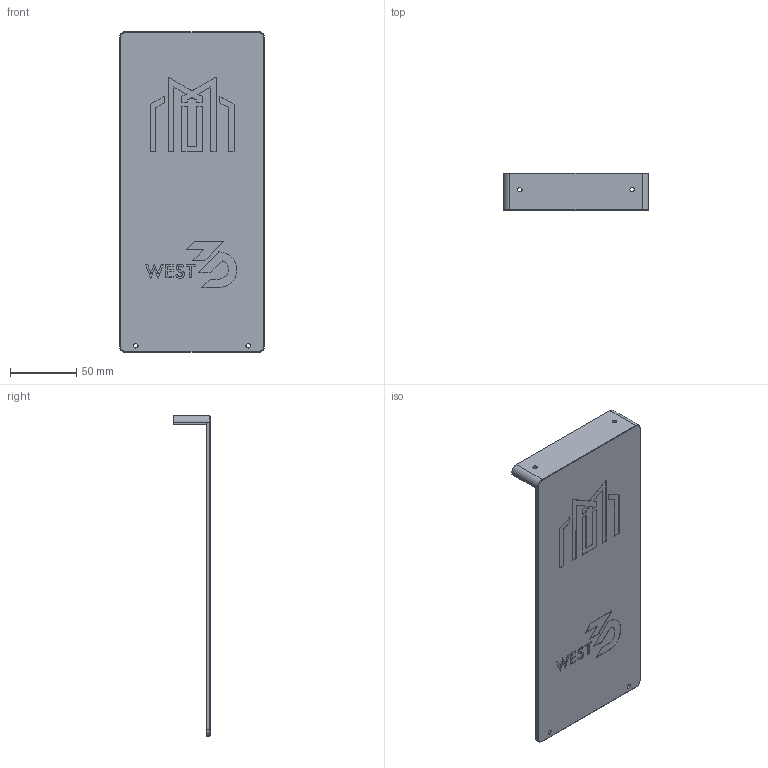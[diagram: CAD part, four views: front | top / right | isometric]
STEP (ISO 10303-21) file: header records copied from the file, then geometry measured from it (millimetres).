
FILE_DESCRIPTION(/* description */ (''),/* implementation_level */ '2;1');
FILE_NAME(/* name */ 'Salon case front.step',/* time_stamp */ '2025-09-24T14:26:50-07:00',/* author */ (''),/* organization */ (''),/* preprocessor_version */ 'ST-DEVELOPER v20.1',/* originating_system */ 'Autodesk Translation Framework v14.17.0.0',/* authorisation */ '');
FILE_SCHEMA (('AUTOMOTIVE_DESIGN { 1 0 10303 214 3 1 1 }'));
Length unit declared in the file: millimetre
Products named in the file (2): Salon case assembly; Case front
Assembly tree (1 placements, depth 2):
  Salon case assembly
    Case front
Bounding box: 110 x 28 x 243 mm (x, y, z)
Volume: 86773.9 mm3; surface area: 61602 mm2
Topology: 1 solids, 1 shells, 273 faces, 775 edges, 514 vertices
Faces by surface type: bspline 135, plane 124, cylinder 10, cone 4
Full cylindrical faces by diameter (mm): 3.3 x4
Entity records: 9166 total; most frequent: CARTESIAN_POINT 3473, ORIENTED_EDGE 1550, EDGE_CURVE 775, DIRECTION 760, VERTEX_POINT 514, LINE 430, VECTOR 430, EDGE_LOOP 291
